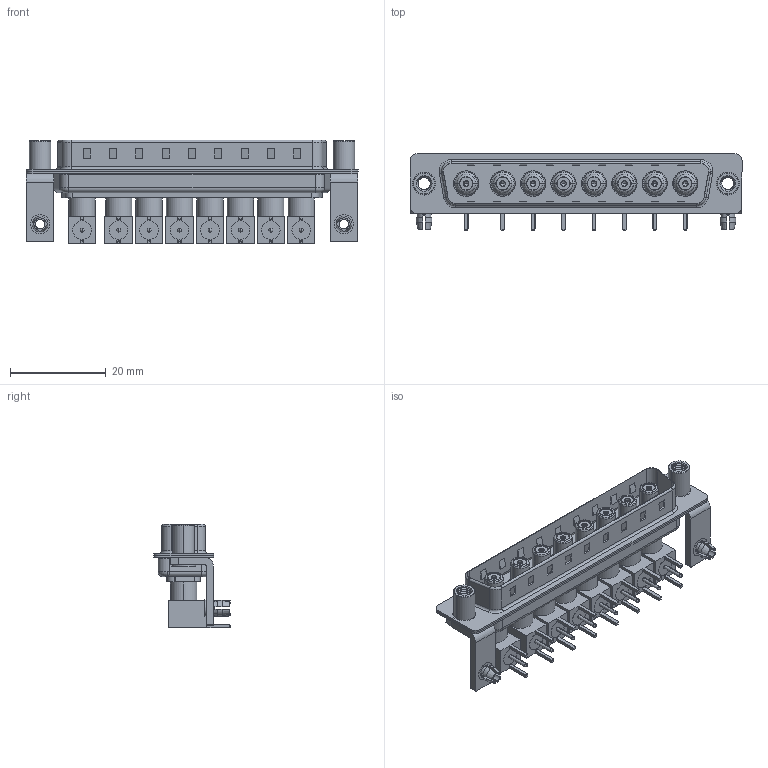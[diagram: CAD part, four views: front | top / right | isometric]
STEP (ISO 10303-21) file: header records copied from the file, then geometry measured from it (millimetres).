
FILE_DESCRIPTION (( 'STEP AP203' ), '1' );
FILE_NAME ('629-8W8-240-5ND.STEP', '2022-05-14T05:49:43', ( '' ), ( '' ), 'SwSTEP 2.0', 'SolidWorks 2020', '' );
FILE_SCHEMA (( 'CONFIG_CONTROL_DESIGN' ));
Length unit declared in the file: millimetre
Products named in the file (22): Co-Ax Jack Assy_RA; Co-Ax Jack_RA PC Tail; 629-8W8-240-5ND; 629Combo Shell Front_37 Contacts; 629Combo Board Lock; Socket_RA; 629Combo Housing_8W8; Insulator Socket; 629Combo Stabilizer Bracket; 629Combo Shell Rear_37 Contacts; Insulator RA Pin; Locking Collar; Insulator Socket 2; RA Back Shell; 629Combo Threaded Standoff_D
Assembly tree (73 placements, depth 3):
  629-8W8-240-5ND
    629Combo Housing_8W8
    629Combo Shell Rear_37 Contacts
    629Combo Shell Front_37 Contacts
    629Combo Stabilizer Bracket  x2
    629Combo Board Lock  x2
    629Combo Threaded Standoff_D  x2
    Co-Ax Jack Assy_RA
      Co-Ax Jack_RA PC Tail
      Insulator Socket
      Insulator Socket 2
      Locking Collar
      Socket_RA
      RA Back Shell
      Insulator RA Pin
    Co-Ax Jack Assy_RA
      Co-Ax Jack_RA PC Tail
      Insulator Socket
      Insulator Socket 2
      Locking Collar
      Socket_RA
      RA Back Shell
      Insulator RA Pin
    Co-Ax Jack Assy_RA
      Co-Ax Jack_RA PC Tail
      Insulator Socket
      Insulator Socket 2
      Locking Collar
      Socket_RA
      RA Back Shell
      Insulator RA Pin
    Co-Ax Jack Assy_RA
      Co-Ax Jack_RA PC Tail
      Insulator Socket
      Insulator Socket 2
      Locking Collar
      Socket_RA
      RA Back Shell
      Insulator RA Pin
    Co-Ax Jack Assy_RA
      Co-Ax Jack_RA PC Tail
      Insulator Socket
      Insulator Socket 2
      Locking Collar
      Socket_RA
      RA Back Shell
      Insulator RA Pin
    Co-Ax Jack Assy_RA
      Co-Ax Jack_RA PC Tail
      Insulator Socket
      Insulator Socket 2
      Locking Collar
      Socket_RA
      RA Back Shell
      Insulator RA Pin
    Co-Ax Jack Assy_RA
      Co-Ax Jack_RA PC Tail
      Insulator Socket
      Insulator Socket 2
      Locking Collar
Bounding box: 69.4 x 16 x 21.71 mm (x, y, z)
Volume: 6481.4 mm3; surface area: 17890.1 mm2
Topology: 65 solids, 65 shells, 1818 faces, 4331 edges, 2708 vertices
Faces by surface type: cylinder 781, plane 729, cone 180, torus 98, sphere 16, bspline 14
Entity records: 26217 total; most frequent: CARTESIAN_POINT 6080, DIRECTION 3612, ORIENTED_EDGE 3300, EDGE_CURVE 1650, AXIS2_PLACEMENT_3D 1337, VERTEX_POINT 1050, LINE 938, VECTOR 938
